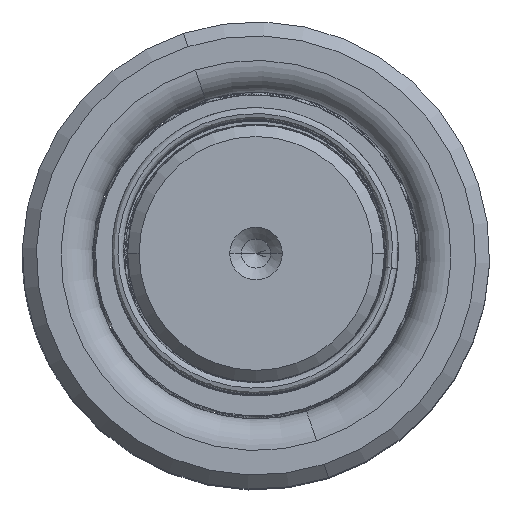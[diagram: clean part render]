
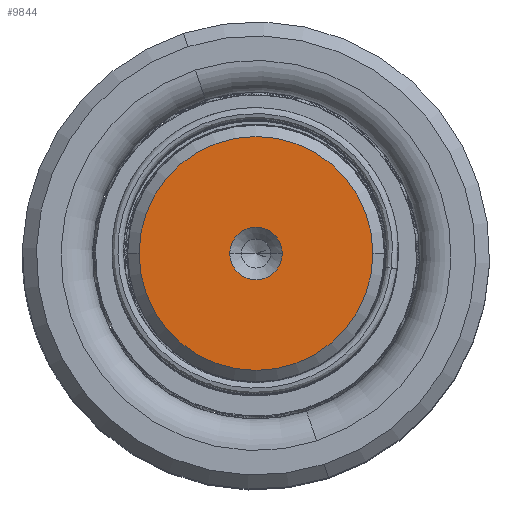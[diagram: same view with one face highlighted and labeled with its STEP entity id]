
A CAD part, top view. The second image highlights one B-rep face of the part: STEP entity #9844.
In plain terms, the highlighted planar face has unit normal (0, 0, 1).
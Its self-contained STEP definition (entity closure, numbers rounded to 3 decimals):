
#1087 = CARTESIAN_POINT ( 'NONE',  ( 0., 0., 150. ) ) ;
#4560 = CARTESIAN_POINT ( 'NONE',  ( 10.009, 0., 150. ) ) ;
#5350 = CIRCLE ( 'NONE', #23981, 2.25 ) ;
#5746 = CARTESIAN_POINT ( 'NONE',  ( 0., 0., 150. ) ) ;
#6960 = CARTESIAN_POINT ( 'NONE',  ( -2.25, 0., 150. ) ) ;
#8443 = DIRECTION ( 'NONE',  ( 1., 0., 0. ) ) ;
#8736 = FACE_BOUND ( 'NONE', #29901, .T. ) ;
#8874 = CARTESIAN_POINT ( 'NONE',  ( 2.25, 0., 150. ) ) ;
#9400 = AXIS2_PLACEMENT_3D ( 'NONE', #37682, #16651, #45022 ) ;
#9770 = DIRECTION ( 'NONE',  ( 1., 0., 0. ) ) ;
#9844 = ADVANCED_FACE ( 'NONE', ( #8736, #42390 ), #40960, .T. ) ;
#10793 = EDGE_CURVE ( 'NONE', #15105, #44145, #27152, .T. ) ;
#12089 = DIRECTION ( 'NONE',  ( 0., 0., 1. ) ) ;
#12625 = ORIENTED_EDGE ( 'NONE', *, *, #27041, .T. ) ;
#15105 = VERTEX_POINT ( 'NONE', #6960 ) ;
#16487 = CARTESIAN_POINT ( 'NONE',  ( -10.009, 0., 150. ) ) ;
#16651 = DIRECTION ( 'NONE',  ( 0., 0., 1. ) ) ;
#17589 = DIRECTION ( 'NONE',  ( 0., 0., 1. ) ) ;
#19564 = DIRECTION ( 'NONE',  ( 1., 0., 0. ) ) ;
#21181 = EDGE_LOOP ( 'NONE', ( #39491, #12625 ) ) ;
#23981 = AXIS2_PLACEMENT_3D ( 'NONE', #1087, #17589, #9770 ) ;
#25250 = ORIENTED_EDGE ( 'NONE', *, *, #10793, .F. ) ;
#26857 = AXIS2_PLACEMENT_3D ( 'NONE', #40307, #12089, #19564 ) ;
#27041 = EDGE_CURVE ( 'NONE', #47066, #52178, #36907, .T. ) ;
#27152 = CIRCLE ( 'NONE', #48168, 2.25 ) ;
#28852 = CARTESIAN_POINT ( 'NONE',  ( 0., 0., 150. ) ) ;
#29901 = EDGE_LOOP ( 'NONE', ( #35338, #25250 ) ) ;
#35338 = ORIENTED_EDGE ( 'NONE', *, *, #42535, .F. ) ;
#35532 = DIRECTION ( 'NONE',  ( 1., 0., 0. ) ) ;
#36475 = EDGE_CURVE ( 'NONE', #52178, #47066, #42928, .T. ) ;
#36907 = CIRCLE ( 'NONE', #26857, 10.009 ) ;
#37682 = CARTESIAN_POINT ( 'NONE',  ( 0., 0., 150. ) ) ;
#39491 = ORIENTED_EDGE ( 'NONE', *, *, #36475, .T. ) ;
#40307 = CARTESIAN_POINT ( 'NONE',  ( 0., 0., 150. ) ) ;
#40960 = PLANE ( 'NONE',  #9400 ) ;
#42390 = FACE_OUTER_BOUND ( 'NONE', #21181, .T. ) ;
#42535 = EDGE_CURVE ( 'NONE', #44145, #15105, #5350, .T. ) ;
#42909 = AXIS2_PLACEMENT_3D ( 'NONE', #28852, #44988, #8443 ) ;
#42928 = CIRCLE ( 'NONE', #42909, 10.009 ) ;
#44145 = VERTEX_POINT ( 'NONE', #8874 ) ;
#44988 = DIRECTION ( 'NONE',  ( 0., 0., 1. ) ) ;
#45022 = DIRECTION ( 'NONE',  ( 1., 0., 0. ) ) ;
#47066 = VERTEX_POINT ( 'NONE', #4560 ) ;
#47610 = DIRECTION ( 'NONE',  ( 0., 0., 1. ) ) ;
#48168 = AXIS2_PLACEMENT_3D ( 'NONE', #5746, #47610, #35532 ) ;
#52178 = VERTEX_POINT ( 'NONE', #16487 ) ;
